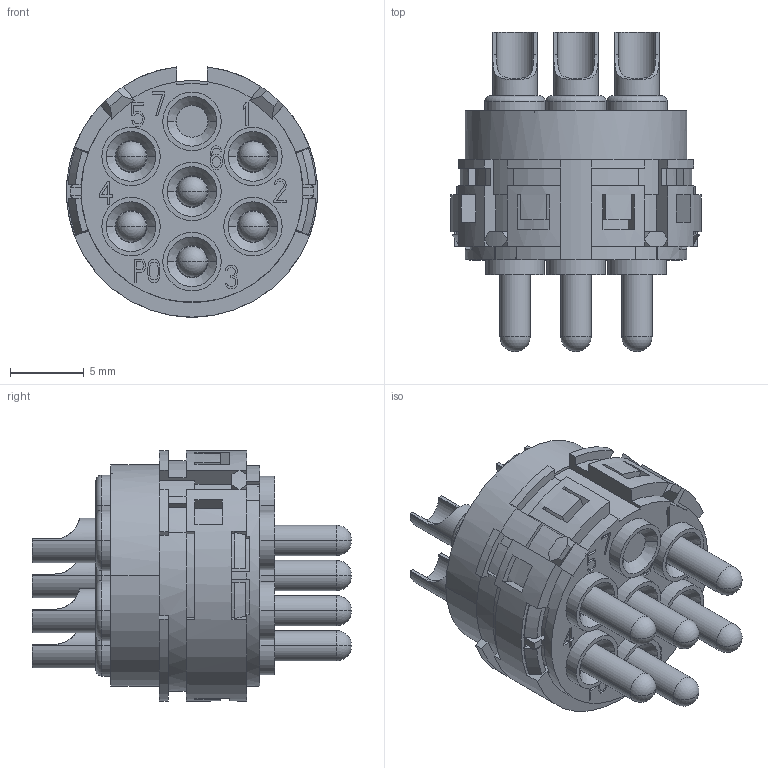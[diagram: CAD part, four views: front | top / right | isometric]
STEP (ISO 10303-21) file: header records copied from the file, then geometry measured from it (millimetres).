
FILE_DESCRIPTION((''),'2;1');
FILE_NAME('HR23-006-MST_SW0002','2017-07-18T',('tc.chen'),(''),'PRO/ENGINEER BY PARAMETRIC TECHNOLOGY CORPORATION, 2012480','PRO/ENGINEER BY PARAMETRIC TECHNOLOGY CORPORATION, 2012480','');
FILE_SCHEMA(('AUTOMOTIVE_DESIGN { 1 0 10303 214 1 1 1 1 }'));
Length unit declared in the file: millimetre
Products named in the file (1): HR23-006-MST_SW0002
Bounding box: 16.96 x 21.6 x 16.94 mm (x, y, z)
Volume: 2075.5 mm3; surface area: 3992.7 mm2
Topology: 1 solids, 1 shells, 1109 faces, 3123 edges, 2042 vertices
Faces by surface type: plane 787, cylinder 212, cone 58, torus 40, sphere 12
Entity records: 43741 total; most frequent: CARTESIAN_POINT 6719, ORIENTED_EDGE 6198, DIRECTION 5946, EDGE_CURVE 3099, VECTOR 2362, LINE 2362, VERTEX_POINT 2042, AXIS2_PLACEMENT_3D 1792
